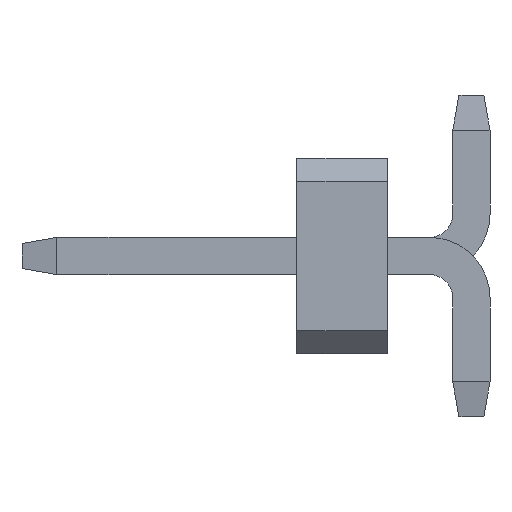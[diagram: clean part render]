
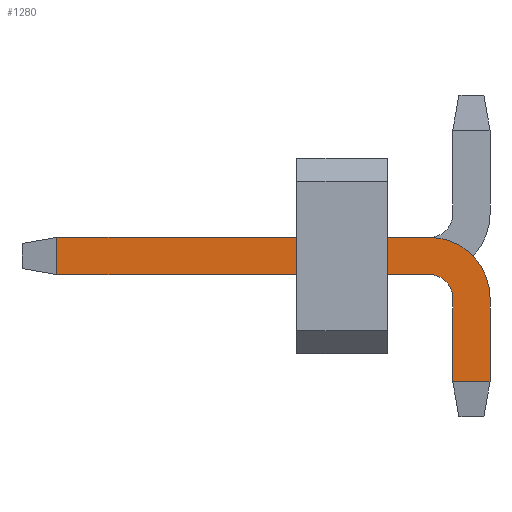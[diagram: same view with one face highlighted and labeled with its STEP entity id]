
A CAD part, left-side view. The second image highlights one B-rep face of the part: STEP entity #1280.
In plain terms, the highlighted planar face has unit normal (-1, 0, 0).
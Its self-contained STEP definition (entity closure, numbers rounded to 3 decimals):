
#13 = ORIENTED_EDGE ( 'NONE', *, *, #2165, .F. ) ;
#49 = VERTEX_POINT ( 'NONE', #2114 ) ;
#110 = DIRECTION ( 'NONE',  ( 0., -1., 0. ) ) ;
#111 = DIRECTION ( 'NONE',  ( 0., -1., 0. ) ) ;
#114 = EDGE_CURVE ( 'NONE', #226, #993, #1297, .T. ) ;
#139 = CARTESIAN_POINT ( 'NONE',  ( -0.203, 0., -1.372 ) ) ;
#140 = CARTESIAN_POINT ( 'NONE',  ( -0.203, 0.66, -0.203 ) ) ;
#156 = EDGE_CURVE ( 'NONE', #2610, #2279, #1265, .T. ) ;
#223 = LINE ( 'NONE', #677, #1332 ) ;
#226 = VERTEX_POINT ( 'NONE', #1214 ) ;
#263 = CARTESIAN_POINT ( 'NONE',  ( -0.203, 0., -0.457 ) ) ;
#272 = DIRECTION ( 'NONE',  ( 0., 0., -1. ) ) ;
#283 = ORIENTED_EDGE ( 'NONE', *, *, #710, .F. ) ;
#300 = AXIS2_PLACEMENT_3D ( 'NONE', #2389, #2169, #272 ) ;
#304 = ORIENTED_EDGE ( 'NONE', *, *, #114, .F. ) ;
#360 = DIRECTION ( 'NONE',  ( -1., 0., 0. ) ) ;
#381 = EDGE_CURVE ( 'NONE', #579, #49, #1239, .T. ) ;
#431 = FACE_OUTER_BOUND ( 'NONE', #1985, .T. ) ;
#543 = LINE ( 'NONE', #788, #1821 ) ;
#579 = VERTEX_POINT ( 'NONE', #1765 ) ;
#677 = CARTESIAN_POINT ( 'NONE',  ( -0.203, 0.406, 0. ) ) ;
#710 = EDGE_CURVE ( 'NONE', #1664, #1580, #1293, .T. ) ;
#783 = LINE ( 'NONE', #2250, #2386 ) ;
#788 = CARTESIAN_POINT ( 'NONE',  ( -0.203, 0., -0.203 ) ) ;
#978 = DIRECTION ( 'NONE',  ( 0., 0., -1. ) ) ;
#990 = CARTESIAN_POINT ( 'NONE',  ( -0.203, 0., 0.203 ) ) ;
#993 = VERTEX_POINT ( 'NONE', #263 ) ;
#1047 = CARTESIAN_POINT ( 'NONE',  ( -0.203, 0.66, -0.457 ) ) ;
#1113 = VECTOR ( 'NONE', #110, 1000. ) ;
#1125 = EDGE_CURVE ( 'NONE', #579, #226, #2728, .T. ) ;
#1134 = PLANE ( 'NONE',  #300 ) ;
#1168 = DIRECTION ( 'NONE',  ( 0., 1., 0. ) ) ;
#1173 = EDGE_CURVE ( 'NONE', #993, #2279, #783, .T. ) ;
#1204 = ORIENTED_EDGE ( 'NONE', *, *, #1125, .F. ) ;
#1205 = CARTESIAN_POINT ( 'NONE',  ( -0.203, 0.66, -0.457 ) ) ;
#1214 = CARTESIAN_POINT ( 'NONE',  ( -0.203, 0.66, 0.203 ) ) ;
#1239 = LINE ( 'NONE', #2147, #2100 ) ;
#1265 = LINE ( 'NONE', #1864, #1113 ) ;
#1280 = ADVANCED_FACE ( 'NONE', ( #431 ), #1134, .F. ) ;
#1293 = CIRCLE ( 'NONE', #1550, 0.254 ) ;
#1297 = CIRCLE ( 'NONE', #2245, 0.66 ) ;
#1332 = VECTOR ( 'NONE', #2028, 1000. ) ;
#1445 = CARTESIAN_POINT ( 'NONE',  ( -0.203, 0.406, -0.457 ) ) ;
#1550 = AXIS2_PLACEMENT_3D ( 'NONE', #1205, #360, #978 ) ;
#1580 = VERTEX_POINT ( 'NONE', #140 ) ;
#1622 = DIRECTION ( 'NONE',  ( 1., 0., 0. ) ) ;
#1637 = ORIENTED_EDGE ( 'NONE', *, *, #1173, .F. ) ;
#1664 = VERTEX_POINT ( 'NONE', #1445 ) ;
#1713 = DIRECTION ( 'NONE',  ( 0., 0., -1. ) ) ;
#1765 = CARTESIAN_POINT ( 'NONE',  ( -0.203, 4.724, 0.203 ) ) ;
#1801 = DIRECTION ( 'NONE',  ( 0., 0., -1. ) ) ;
#1821 = VECTOR ( 'NONE', #1168, 1000. ) ;
#1864 = CARTESIAN_POINT ( 'NONE',  ( -0.203, 0., -1.372 ) ) ;
#1905 = ORIENTED_EDGE ( 'NONE', *, *, #156, .T. ) ;
#1985 = EDGE_LOOP ( 'NONE', ( #1204, #2285, #2786, #283, #13, #1905, #1637, #304 ) ) ;
#2028 = DIRECTION ( 'NONE',  ( 0., 0., 1. ) ) ;
#2100 = VECTOR ( 'NONE', #1713, 1000. ) ;
#2114 = CARTESIAN_POINT ( 'NONE',  ( -0.203, 4.724, -0.203 ) ) ;
#2147 = CARTESIAN_POINT ( 'NONE',  ( -0.203, 4.724, 0. ) ) ;
#2165 = EDGE_CURVE ( 'NONE', #2610, #1664, #223, .T. ) ;
#2169 = DIRECTION ( 'NONE',  ( 1., 0., 0. ) ) ;
#2245 = AXIS2_PLACEMENT_3D ( 'NONE', #1047, #1622, #2307 ) ;
#2250 = CARTESIAN_POINT ( 'NONE',  ( -0.203, 0., 0. ) ) ;
#2279 = VERTEX_POINT ( 'NONE', #139 ) ;
#2285 = ORIENTED_EDGE ( 'NONE', *, *, #381, .T. ) ;
#2307 = DIRECTION ( 'NONE',  ( 0., 0., -1. ) ) ;
#2386 = VECTOR ( 'NONE', #1801, 1000. ) ;
#2389 = CARTESIAN_POINT ( 'NONE',  ( -0.203, 0., 0. ) ) ;
#2500 = CARTESIAN_POINT ( 'NONE',  ( -0.203, 0.406, -1.372 ) ) ;
#2610 = VERTEX_POINT ( 'NONE', #2500 ) ;
#2624 = EDGE_CURVE ( 'NONE', #1580, #49, #543, .T. ) ;
#2701 = VECTOR ( 'NONE', #111, 1000. ) ;
#2728 = LINE ( 'NONE', #990, #2701 ) ;
#2786 = ORIENTED_EDGE ( 'NONE', *, *, #2624, .F. ) ;
